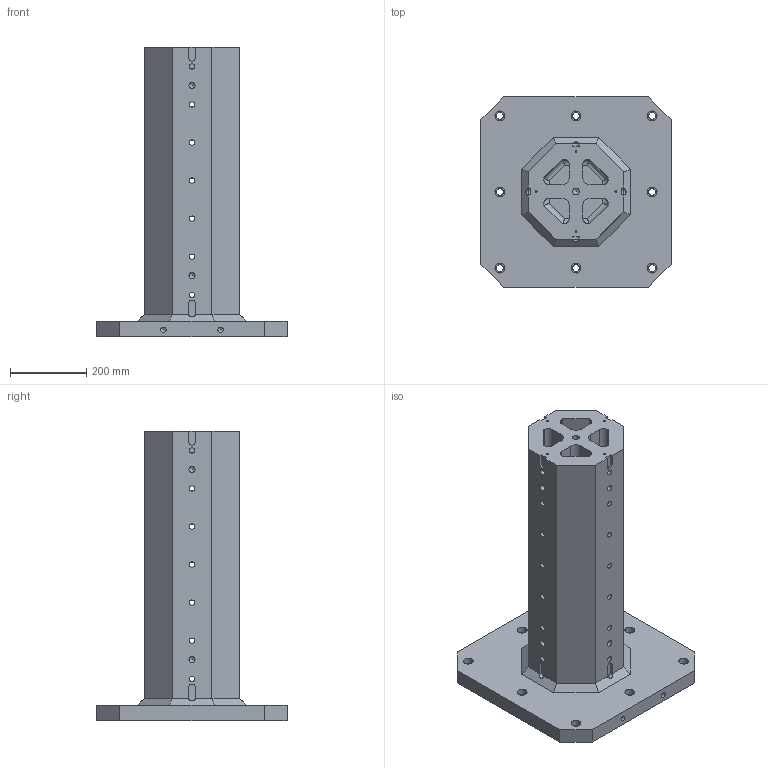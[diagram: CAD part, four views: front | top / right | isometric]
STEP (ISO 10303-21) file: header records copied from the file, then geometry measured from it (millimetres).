
FILE_DESCRIPTION( ( 'Unknown' ), '1' );
FILE_NAME( 'SVF-10070-500CB8-100.stp', 'Unknown', ( 'S.C.H' ), ( 'Unknown' ), 'XStep 1.0', 'Unknown', ' ' );
FILE_SCHEMA( ( 'CONFIG_CONTROL_DESIGN' ) );
Length unit declared in the file: millimetre
Products named in the file (1): 1
Bounding box: 500 x 500 x 760 mm (x, y, z)
Volume: 30197946.2 mm3; surface area: 1674731.4 mm2
Topology: 1 solids, 1 shells, 194 faces, 527 edges, 346 vertices
Faces by surface type: cylinder 97, plane 81, cone 16
Full cylindrical faces by diameter (mm): 5 x4, 14 x31, 16 x8, 17.5 x1, 18 x8, 26 x8, 50 x1
Entity records: 5656 total; most frequent: DIRECTION 986, CARTESIAN_POINT 927, ORIENTED_EDGE 820, EDGE_CURVE 410, AXIS2_PLACEMENT_3D 381, EDGE_LOOP 354, VERTEX_POINT 322, FACE_OUTER_BOUND 255
